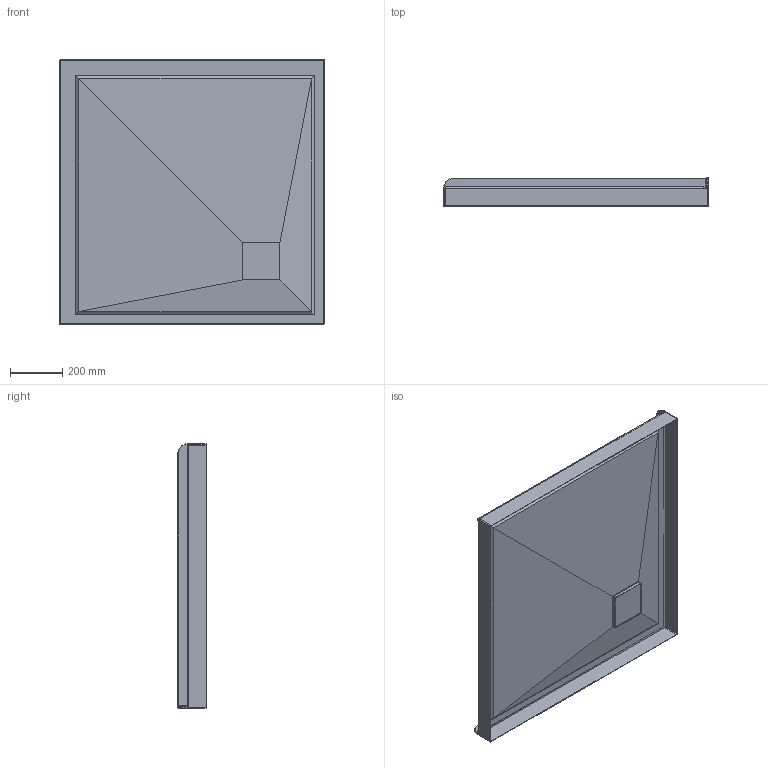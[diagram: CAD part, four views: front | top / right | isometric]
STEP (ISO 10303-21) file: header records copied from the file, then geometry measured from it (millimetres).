
FILE_DESCRIPTION (( 'STEP AP203' ), '1' );
FILE_NAME ('ACP1010SB.STEP', '2025-06-03T03:59:55', ( '' ), ( '' ), 'SwSTEP 2.0', 'SolidWorks 2025', '' );
FILE_SCHEMA (( 'CONFIG_CONTROL_DESIGN' ));
Length unit declared in the file: millimetre
Products named in the file (1): ACP1010SB
Bounding box: 1010 x 107 x 1010 mm (x, y, z)
Surface area: 1968861 mm2 (no closed solid volume)
Topology: 0 solids, 4 shells, 145 faces, 349 edges, 213 vertices
Faces by surface type: plane 70, cylinder 44, torus 22, bspline 9
Entity records: 4521 total; most frequent: CARTESIAN_POINT 1070, DIRECTION 722, ORIENTED_EDGE 680, EDGE_CURVE 348, AXIS2_PLACEMENT_3D 249, VECTOR 224, LINE 224, VERTEX_POINT 213
